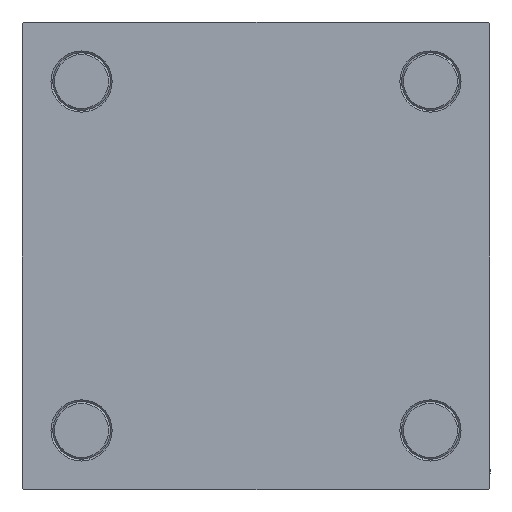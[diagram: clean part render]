
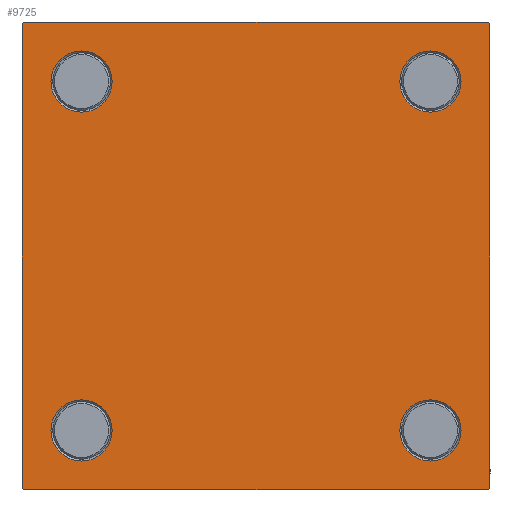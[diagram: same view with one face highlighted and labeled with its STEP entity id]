
A CAD part, left-side view. The second image highlights one B-rep face of the part: STEP entity #9725.
In plain terms, the highlighted planar face has unit normal (-1, 0, 0).
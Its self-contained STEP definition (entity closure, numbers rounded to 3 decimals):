
#237 = LINE ( 'NONE', #42676, #12039 ) ;
#360 = DIRECTION ( 'NONE',  ( 0., -0.707, -0.707 ) ) ;
#743 = AXIS2_PLACEMENT_3D ( 'NONE', #47431, #12846, #13334 ) ;
#946 = VERTEX_POINT ( 'NONE', #43463 ) ;
#1136 = DIRECTION ( 'NONE',  ( 0., 0., 1. ) ) ;
#1179 = LINE ( 'NONE', #24279, #48849 ) ;
#1771 = DIRECTION ( 'NONE',  ( 1., 0., 0. ) ) ;
#2251 = CARTESIAN_POINT ( 'NONE',  ( 0., 64.5, 65. ) ) ;
#2529 = DIRECTION ( 'NONE',  ( 0., 0.707, -0.707 ) ) ;
#2937 = AXIS2_PLACEMENT_3D ( 'NONE', #31535, #47056, #12705 ) ;
#3188 = CIRCLE ( 'NONE', #37289, 8.5 ) ;
#3391 = AXIS2_PLACEMENT_3D ( 'NONE', #10154, #22336, #41164 ) ;
#3842 = CARTESIAN_POINT ( 'NONE',  ( 0., 65., 64.5 ) ) ;
#4352 = CARTESIAN_POINT ( 'NONE',  ( 0., 48.45, -48.45 ) ) ;
#4956 = DIRECTION ( 'NONE',  ( 1., 0., 0. ) ) ;
#4994 = DIRECTION ( 'NONE',  ( 0., 0.707, 0.707 ) ) ;
#5558 = DIRECTION ( 'NONE',  ( 0., 0., -1. ) ) ;
#5563 = EDGE_CURVE ( 'NONE', #31655, #8050, #28131, .T. ) ;
#6074 = DIRECTION ( 'NONE',  ( 0., 0., 1. ) ) ;
#6083 = CARTESIAN_POINT ( 'NONE',  ( 0., 64.75, 64.75 ) ) ;
#6253 = VERTEX_POINT ( 'NONE', #28013 ) ;
#6284 = EDGE_CURVE ( 'NONE', #43144, #10044, #17813, .T. ) ;
#6399 = DIRECTION ( 'NONE',  ( 0., 0., 1. ) ) ;
#7099 = CARTESIAN_POINT ( 'NONE',  ( 0., -64.5, 65. ) ) ;
#8050 = VERTEX_POINT ( 'NONE', #13523 ) ;
#8232 = LINE ( 'NONE', #35173, #16049 ) ;
#8442 = CARTESIAN_POINT ( 'NONE',  ( 0., 48.45, -56.95 ) ) ;
#8466 = EDGE_CURVE ( 'NONE', #32300, #49990, #47763, .T. ) ;
#8508 = ORIENTED_EDGE ( 'NONE', *, *, #20402, .T. ) ;
#8582 = EDGE_LOOP ( 'NONE', ( #33614, #42175, #28841, #44731, #32136, #8508, #25984, #43250 ) ) ;
#9042 = FACE_BOUND ( 'NONE', #16360, .T. ) ;
#9160 = EDGE_CURVE ( 'NONE', #43144, #32300, #37848, .T. ) ;
#9399 = EDGE_CURVE ( 'NONE', #11257, #29107, #237, .T. ) ;
#9725 = ADVANCED_FACE ( 'NONE', ( #16398, #9042, #16890, #36489, #31677 ), #47683, .T. ) ;
#9881 = CARTESIAN_POINT ( 'NONE',  ( 0., -48.45, 48.45 ) ) ;
#9945 = DIRECTION ( 'NONE',  ( 0., -1., 0. ) ) ;
#10044 = VERTEX_POINT ( 'NONE', #7099 ) ;
#10154 = CARTESIAN_POINT ( 'NONE',  ( 0., 48.45, -48.45 ) ) ;
#11257 = VERTEX_POINT ( 'NONE', #21582 ) ;
#12039 = VECTOR ( 'NONE', #50069, 1000. ) ;
#12705 = DIRECTION ( 'NONE',  ( 0., 0., 1. ) ) ;
#12756 = VECTOR ( 'NONE', #9945, 1000. ) ;
#12846 = DIRECTION ( 'NONE',  ( -1., 0., 0. ) ) ;
#12908 = CIRCLE ( 'NONE', #19394, 8.5 ) ;
#13334 = DIRECTION ( 'NONE',  ( 0., 0., 1. ) ) ;
#13441 = DIRECTION ( 'NONE',  ( 0., 0., 1. ) ) ;
#13523 = CARTESIAN_POINT ( 'NONE',  ( 0., 48.45, 39.95 ) ) ;
#14143 = EDGE_CURVE ( 'NONE', #16943, #41310, #38204, .T. ) ;
#14198 = EDGE_CURVE ( 'NONE', #8050, #31655, #30893, .T. ) ;
#14307 = CARTESIAN_POINT ( 'NONE',  ( 0., 48.45, -39.95 ) ) ;
#15439 = CARTESIAN_POINT ( 'NONE',  ( 0., -64.75, -64.75 ) ) ;
#15788 = CARTESIAN_POINT ( 'NONE',  ( 0., -48.45, 39.95 ) ) ;
#16049 = VECTOR ( 'NONE', #360, 1000. ) ;
#16271 = AXIS2_PLACEMENT_3D ( 'NONE', #43727, #24639, #32282 ) ;
#16360 = EDGE_LOOP ( 'NONE', ( #27748, #25882 ) ) ;
#16398 = FACE_BOUND ( 'NONE', #19510, .T. ) ;
#16890 = FACE_BOUND ( 'NONE', #31963, .T. ) ;
#16943 = VERTEX_POINT ( 'NONE', #27205 ) ;
#17073 = DIRECTION ( 'NONE',  ( 1., 0., 0. ) ) ;
#17813 = LINE ( 'NONE', #34792, #12756 ) ;
#18184 = CARTESIAN_POINT ( 'NONE',  ( 0., 65., -64.5 ) ) ;
#18280 = CARTESIAN_POINT ( 'NONE',  ( 0., -64.5, -65. ) ) ;
#18702 = AXIS2_PLACEMENT_3D ( 'NONE', #47395, #4956, #1136 ) ;
#19394 = AXIS2_PLACEMENT_3D ( 'NONE', #24128, #1771, #13441 ) ;
#19510 = EDGE_LOOP ( 'NONE', ( #33606, #29757 ) ) ;
#20402 = EDGE_CURVE ( 'NONE', #6253, #10044, #1179, .T. ) ;
#20779 = EDGE_CURVE ( 'NONE', #37838, #24854, #49697, .T. ) ;
#21582 = CARTESIAN_POINT ( 'NONE',  ( 0., 64.5, -65. ) ) ;
#21623 = CARTESIAN_POINT ( 'NONE',  ( 0., 48.45, 48.45 ) ) ;
#21767 = VECTOR ( 'NONE', #2529, 1000. ) ;
#22336 = DIRECTION ( 'NONE',  ( 1., 0., 0. ) ) ;
#22661 = ORIENTED_EDGE ( 'NONE', *, *, #45601, .T. ) ;
#24128 = CARTESIAN_POINT ( 'NONE',  ( 0., -48.45, 48.45 ) ) ;
#24279 = CARTESIAN_POINT ( 'NONE',  ( 0., -64.75, 64.75 ) ) ;
#24639 = DIRECTION ( 'NONE',  ( 1., 0., 0. ) ) ;
#24854 = VERTEX_POINT ( 'NONE', #14307 ) ;
#25882 = ORIENTED_EDGE ( 'NONE', *, *, #35645, .T. ) ;
#25984 = ORIENTED_EDGE ( 'NONE', *, *, #6284, .F. ) ;
#26107 = CARTESIAN_POINT ( 'NONE',  ( 0., -65., 65. ) ) ;
#27205 = CARTESIAN_POINT ( 'NONE',  ( 0., -48.45, -39.95 ) ) ;
#27234 = ORIENTED_EDGE ( 'NONE', *, *, #14198, .T. ) ;
#27568 = ORIENTED_EDGE ( 'NONE', *, *, #5563, .T. ) ;
#27748 = ORIENTED_EDGE ( 'NONE', *, *, #14143, .T. ) ;
#28013 = CARTESIAN_POINT ( 'NONE',  ( 0., -65., 64.5 ) ) ;
#28131 = CIRCLE ( 'NONE', #46042, 8.5 ) ;
#28354 = VECTOR ( 'NONE', #38340, 1000. ) ;
#28841 = ORIENTED_EDGE ( 'NONE', *, *, #9399, .T. ) ;
#29107 = VERTEX_POINT ( 'NONE', #18280 ) ;
#29655 = EDGE_LOOP ( 'NONE', ( #27568, #27234 ) ) ;
#29757 = ORIENTED_EDGE ( 'NONE', *, *, #45769, .T. ) ;
#30893 = CIRCLE ( 'NONE', #16271, 8.5 ) ;
#31535 = CARTESIAN_POINT ( 'NONE',  ( 0., -48.45, -48.45 ) ) ;
#31587 = VECTOR ( 'NONE', #42146, 1000. ) ;
#31655 = VERTEX_POINT ( 'NONE', #46780 ) ;
#31677 = FACE_OUTER_BOUND ( 'NONE', #8582, .T. ) ;
#31963 = EDGE_LOOP ( 'NONE', ( #22661, #33430 ) ) ;
#32075 = CIRCLE ( 'NONE', #42646, 8.5 ) ;
#32136 = ORIENTED_EDGE ( 'NONE', *, *, #49050, .F. ) ;
#32282 = DIRECTION ( 'NONE',  ( 0., 0., 1. ) ) ;
#32300 = VERTEX_POINT ( 'NONE', #3842 ) ;
#32492 = EDGE_CURVE ( 'NONE', #946, #41540, #32075, .T. ) ;
#32497 = CARTESIAN_POINT ( 'NONE',  ( 0., 65., 65. ) ) ;
#33430 = ORIENTED_EDGE ( 'NONE', *, *, #20779, .T. ) ;
#33606 = ORIENTED_EDGE ( 'NONE', *, *, #32492, .T. ) ;
#33614 = ORIENTED_EDGE ( 'NONE', *, *, #8466, .T. ) ;
#34745 = CARTESIAN_POINT ( 'NONE',  ( 0., -48.45, -56.95 ) ) ;
#34792 = CARTESIAN_POINT ( 'NONE',  ( 0., 65., 65. ) ) ;
#35173 = CARTESIAN_POINT ( 'NONE',  ( 0., 64.75, -64.75 ) ) ;
#35645 = EDGE_CURVE ( 'NONE', #41310, #16943, #43542, .T. ) ;
#36489 = FACE_BOUND ( 'NONE', #29655, .T. ) ;
#37289 = AXIS2_PLACEMENT_3D ( 'NONE', #4352, #38665, #39172 ) ;
#37838 = VERTEX_POINT ( 'NONE', #8442 ) ;
#37848 = LINE ( 'NONE', #6083, #21767 ) ;
#38204 = CIRCLE ( 'NONE', #18702, 8.5 ) ;
#38340 = DIRECTION ( 'NONE',  ( 0., -0.707, 0.707 ) ) ;
#38592 = LINE ( 'NONE', #15439, #28354 ) ;
#38665 = DIRECTION ( 'NONE',  ( 1., 0., 0. ) ) ;
#39172 = DIRECTION ( 'NONE',  ( 0., 0., 1. ) ) ;
#39547 = EDGE_CURVE ( 'NONE', #49990, #11257, #8232, .T. ) ;
#40527 = CARTESIAN_POINT ( 'NONE',  ( 0., -65., -64.5 ) ) ;
#40896 = DIRECTION ( 'NONE',  ( 1., 0., 0. ) ) ;
#41164 = DIRECTION ( 'NONE',  ( 0., 0., 1. ) ) ;
#41310 = VERTEX_POINT ( 'NONE', #34745 ) ;
#41540 = VERTEX_POINT ( 'NONE', #15788 ) ;
#42078 = VECTOR ( 'NONE', #5558, 1000. ) ;
#42146 = DIRECTION ( 'NONE',  ( 0., 0., -1. ) ) ;
#42175 = ORIENTED_EDGE ( 'NONE', *, *, #39547, .T. ) ;
#42484 = EDGE_CURVE ( 'NONE', #29107, #42861, #38592, .T. ) ;
#42646 = AXIS2_PLACEMENT_3D ( 'NONE', #9881, #40896, #6074 ) ;
#42676 = CARTESIAN_POINT ( 'NONE',  ( 0., 65., -65. ) ) ;
#42861 = VERTEX_POINT ( 'NONE', #40527 ) ;
#43144 = VERTEX_POINT ( 'NONE', #2251 ) ;
#43250 = ORIENTED_EDGE ( 'NONE', *, *, #9160, .T. ) ;
#43463 = CARTESIAN_POINT ( 'NONE',  ( 0., -48.45, 56.95 ) ) ;
#43542 = CIRCLE ( 'NONE', #2937, 8.5 ) ;
#43727 = CARTESIAN_POINT ( 'NONE',  ( 0., 48.45, 48.45 ) ) ;
#44731 = ORIENTED_EDGE ( 'NONE', *, *, #42484, .T. ) ;
#45601 = EDGE_CURVE ( 'NONE', #24854, #37838, #3188, .T. ) ;
#45769 = EDGE_CURVE ( 'NONE', #41540, #946, #12908, .T. ) ;
#46042 = AXIS2_PLACEMENT_3D ( 'NONE', #21623, #17073, #6399 ) ;
#46780 = CARTESIAN_POINT ( 'NONE',  ( 0., 48.45, 56.95 ) ) ;
#47056 = DIRECTION ( 'NONE',  ( 1., 0., 0. ) ) ;
#47395 = CARTESIAN_POINT ( 'NONE',  ( 0., -48.45, -48.45 ) ) ;
#47431 = CARTESIAN_POINT ( 'NONE',  ( 0., 0., 0. ) ) ;
#47683 = PLANE ( 'NONE',  #743 ) ;
#47763 = LINE ( 'NONE', #32497, #42078 ) ;
#48849 = VECTOR ( 'NONE', #4994, 1000. ) ;
#49050 = EDGE_CURVE ( 'NONE', #6253, #42861, #49789, .T. ) ;
#49697 = CIRCLE ( 'NONE', #3391, 8.5 ) ;
#49789 = LINE ( 'NONE', #26107, #31587 ) ;
#49990 = VERTEX_POINT ( 'NONE', #18184 ) ;
#50069 = DIRECTION ( 'NONE',  ( 0., -1., 0. ) ) ;
